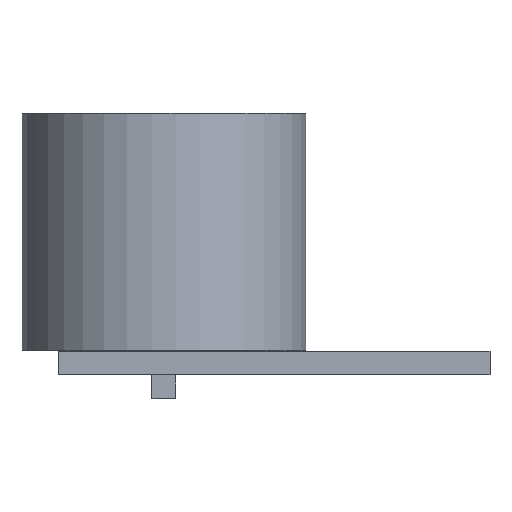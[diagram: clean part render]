
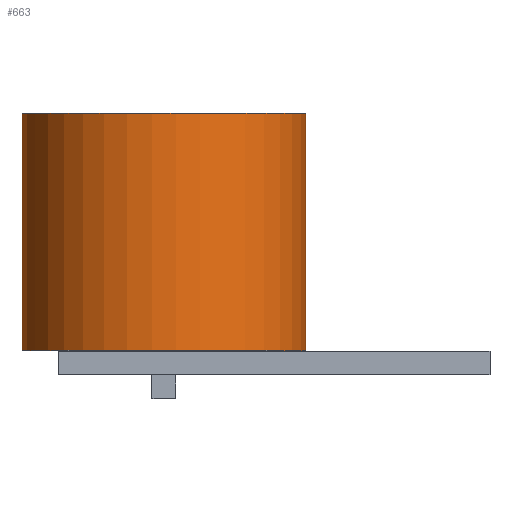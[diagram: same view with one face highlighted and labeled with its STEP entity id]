
A CAD part, top view. The second image highlights one B-rep face of the part: STEP entity #663.
In plain terms, the highlighted cylindrical face has radius 60 mm (diameter 120 mm), a partial arc.
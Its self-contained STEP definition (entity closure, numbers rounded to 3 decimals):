
#120=FACE_OUTER_BOUND('',#166,.T.);
#166=EDGE_LOOP('',(#523,#524,#525,#526));
#223=LINE('',#1146,#278);
#224=LINE('',#1150,#279);
#278=VECTOR('',#929,10.);
#279=VECTOR('',#934,10.);
#325=CIRCLE('',#798,60.);
#327=CIRCLE('',#805,60.);
#355=VERTEX_POINT('',#1122);
#356=VERTEX_POINT('',#1124);
#362=VERTEX_POINT('',#1144);
#363=VERTEX_POINT('',#1148);
#413=EDGE_CURVE('',#355,#356,#325,.T.);
#424=EDGE_CURVE('',#355,#362,#223,.T.);
#425=EDGE_CURVE('',#363,#362,#327,.T.);
#426=EDGE_CURVE('',#356,#363,#224,.T.);
#523=ORIENTED_EDGE('',*,*,#424,.T.);
#524=ORIENTED_EDGE('',*,*,#425,.F.);
#525=ORIENTED_EDGE('',*,*,#426,.F.);
#526=ORIENTED_EDGE('',*,*,#413,.F.);
#644=CYLINDRICAL_SURFACE('',#804,60.);
#663=ADVANCED_FACE('',(#120),#644,.T.);
#798=AXIS2_PLACEMENT_3D('',#1125,#908,#909);
#804=AXIS2_PLACEMENT_3D('',#1147,#930,#931);
#805=AXIS2_PLACEMENT_3D('',#1149,#932,#933);
#908=DIRECTION('center_axis',(0.,-1.,0.));
#909=DIRECTION('ref_axis',(-0.969,0.,-0.247));
#929=DIRECTION('',(0.,1.,0.));
#930=DIRECTION('center_axis',(0.,1.,0.));
#931=DIRECTION('ref_axis',(0.,0.,1.));
#932=DIRECTION('center_axis',(0.,1.,0.));
#933=DIRECTION('ref_axis',(-0.969,0.,-0.247));
#934=DIRECTION('',(0.,1.,0.));
#1122=CARTESIAN_POINT('',(364.634,-90.,-14.821));
#1124=CARTESIAN_POINT('',(248.353,-90.,-14.821));
#1125=CARTESIAN_POINT('Origin',(306.494,-90.,0.));
#1144=CARTESIAN_POINT('',(364.634,10.,-14.821));
#1146=CARTESIAN_POINT('',(364.634,0.,-14.821));
#1147=CARTESIAN_POINT('Origin',(306.494,0.,0.));
#1148=CARTESIAN_POINT('',(248.353,10.,-14.821));
#1149=CARTESIAN_POINT('Origin',(306.494,10.,0.));
#1150=CARTESIAN_POINT('',(248.353,0.,-14.821));
